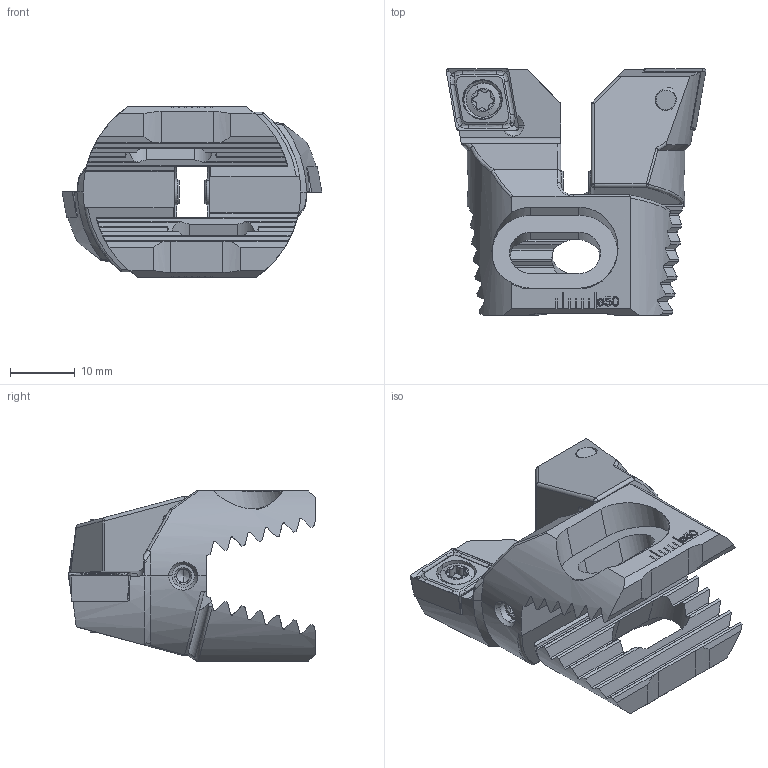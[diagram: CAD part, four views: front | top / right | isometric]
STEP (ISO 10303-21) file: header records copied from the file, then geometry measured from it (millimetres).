
FILE_DESCRIPTION (( 'STEP AP203' ), '1' );
FILE_NAME ('414.032.040.009.STEP', '2018-03-02T09:19:23', ( 'SWIAdmin' ), ( 'Hewlett-Packard Company' ), 'SwSTEP 2.0', 'SolidWorks 2017', '' );
FILE_SCHEMA (( 'CONFIG_CONTROL_DESIGN' ));
Length unit declared in the file: millimetre
Products named in the file (5): 414.032.040.009; Z32-xxx.001.021_B; WCB-ER2.001.009_A; CCMT09T304; Z32-ER3.001.013_A
Assembly tree (8 placements, depth 2):
  414.032.040.009
    Z32-xxx.001.021_B  x2
    WCB-ER2.001.009_A  x2
    CCMT09T304  x2
    Z32-ER3.001.013_A  x2
Bounding box: 40 x 38 x 26.2 mm (x, y, z)
Volume: 11871 mm3; surface area: 8259.1 mm2
Topology: 8 solids, 8 shells, 646 faces, 1700 edges, 1056 vertices
Faces by surface type: plane 294, cylinder 136, bspline 102, cone 82, sphere 16, torus 16
Entity records: 12599 total; most frequent: CARTESIAN_POINT 4774, ORIENTED_EDGE 1672, DIRECTION 1278, EDGE_CURVE 836, VERTEX_POINT 528, AXIS2_PLACEMENT_3D 433, VECTOR 412, LINE 412
